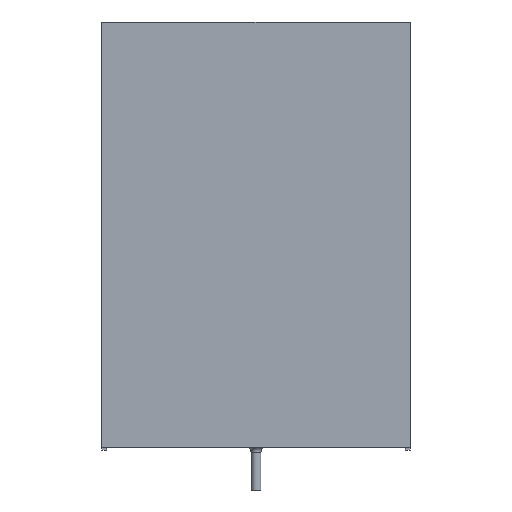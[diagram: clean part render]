
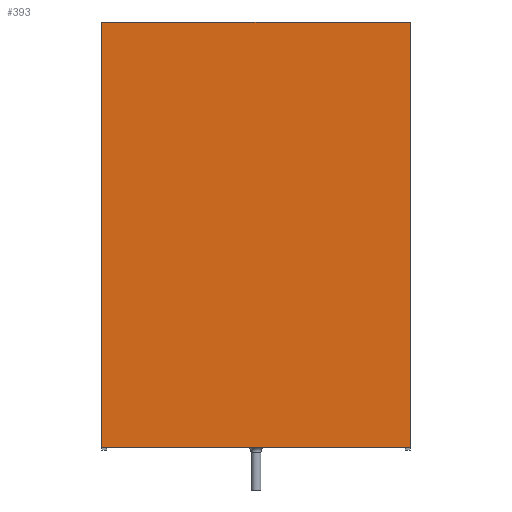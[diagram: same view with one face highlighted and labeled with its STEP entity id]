
A CAD part, left-side view. The second image highlights one B-rep face of the part: STEP entity #393.
In plain terms, the highlighted planar face has unit normal (-1, 0, 0).
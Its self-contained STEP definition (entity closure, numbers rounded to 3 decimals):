
#393 = ADVANCED_FACE( '', ( #943 ), #944, .F. );
#943 = FACE_OUTER_BOUND( '', #1690, .T. );
#944 = PLANE( '', #1691 );
#1690 = EDGE_LOOP( '', ( #3008, #3009, #3010, #3011 ) );
#1691 = AXIS2_PLACEMENT_3D( '', #3012, #3013, #3014 );
#3008 = ORIENTED_EDGE( '', *, *, #5051, .T. );
#3009 = ORIENTED_EDGE( '', *, *, #5280, .F. );
#3010 = ORIENTED_EDGE( '', *, *, #5281, .F. );
#3011 = ORIENTED_EDGE( '', *, *, #5282, .T. );
#3012 = CARTESIAN_POINT( '', ( -21., -15.5, 21.35 ) );
#3013 = DIRECTION( '', ( 1., 0., 0. ) );
#3014 = DIRECTION( '', ( 0., 0., -1. ) );
#5051 = EDGE_CURVE( '', #5917, #5918, #5919, .T. );
#5280 = EDGE_CURVE( '', #6299, #5918, #6300, .T. );
#5281 = EDGE_CURVE( '', #6301, #6299, #6302, .T. );
#5282 = EDGE_CURVE( '', #6301, #5917, #6303, .T. );
#5917 = VERTEX_POINT( '', #7400 );
#5918 = VERTEX_POINT( '', #7401 );
#5919 = LINE( '', #7402, #7403 );
#6299 = VERTEX_POINT( '', #8436 );
#6300 = LINE( '', #8437, #8438 );
#6301 = VERTEX_POINT( '', #8439 );
#6302 = LINE( '', #8440, #8441 );
#6303 = LINE( '', #8442, #8443 );
#7400 = CARTESIAN_POINT( '', ( -21., 15.5, 21.35 ) );
#7401 = CARTESIAN_POINT( '', ( -21., 15.5, -21.35 ) );
#7402 = CARTESIAN_POINT( '', ( -21., 15.5, 21.35 ) );
#7403 = VECTOR( '', #10194, 1000. );
#8436 = CARTESIAN_POINT( '', ( -21., -15.5, -21.35 ) );
#8437 = CARTESIAN_POINT( '', ( -21., -15.5, -21.35 ) );
#8438 = VECTOR( '', #10312, 1000. );
#8439 = CARTESIAN_POINT( '', ( -21., -15.5, 21.35 ) );
#8440 = CARTESIAN_POINT( '', ( -21., -15.5, 21.35 ) );
#8441 = VECTOR( '', #10313, 1000. );
#8442 = CARTESIAN_POINT( '', ( -21., -15.5, 21.35 ) );
#8443 = VECTOR( '', #10314, 1000. );
#10194 = DIRECTION( '', ( 0., 0., -1. ) );
#10312 = DIRECTION( '', ( 0., 1., 0. ) );
#10313 = DIRECTION( '', ( 0., 0., -1. ) );
#10314 = DIRECTION( '', ( 0., 1., 0. ) );
